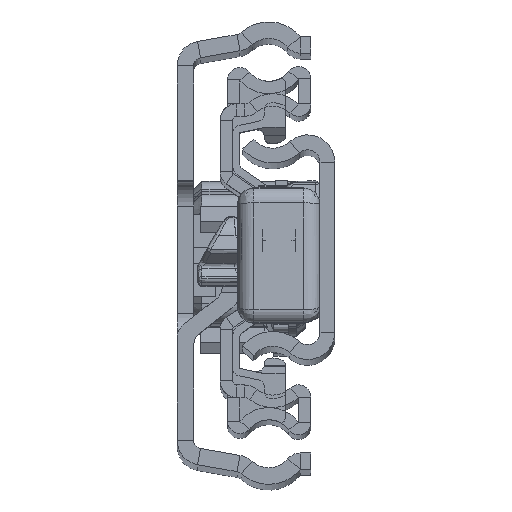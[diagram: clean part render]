
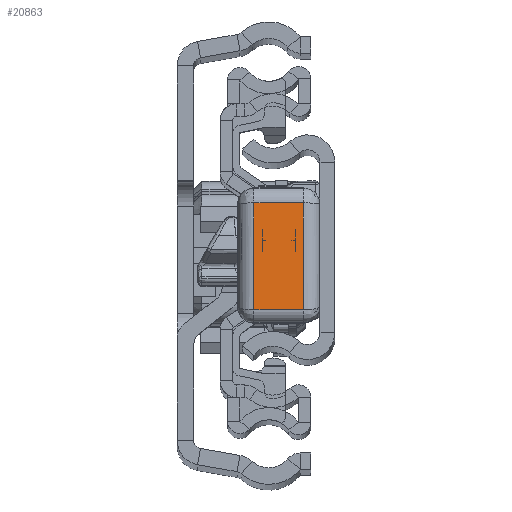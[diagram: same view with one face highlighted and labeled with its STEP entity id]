
A CAD part, top view. The second image highlights one B-rep face of the part: STEP entity #20863.
In plain terms, the highlighted face is planar.
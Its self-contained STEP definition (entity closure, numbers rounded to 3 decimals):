
#790 = CARTESIAN_POINT ( 'NONE',  ( 39.636, -12.609, 5.5 ) ) ;
#6004 = DIRECTION ( 'NONE',  ( -1., 0., 0. ) ) ;
#6716 = CARTESIAN_POINT ( 'NONE',  ( 39.636, -12.609, 8. ) ) ;
#7058 = DIRECTION ( 'NONE',  ( 0., 0., -1. ) ) ;
#7431 = EDGE_CURVE ( 'NONE', #13537, #27664, #48589, .T. ) ;
#8295 = EDGE_CURVE ( 'NONE', #27664, #10447, #23369, .T. ) ;
#9719 = ORIENTED_EDGE ( 'NONE', *, *, #7431, .T. ) ;
#10204 = PLANE ( 'NONE',  #48077 ) ;
#10447 = VERTEX_POINT ( 'NONE', #37464 ) ;
#10933 = CARTESIAN_POINT ( 'NONE',  ( 39.636, -12.609, 2. ) ) ;
#13537 = VERTEX_POINT ( 'NONE', #10933 ) ;
#14183 = CARTESIAN_POINT ( 'NONE',  ( 39.636, 0., 2. ) ) ;
#14739 = DIRECTION ( 'NONE',  ( 0., 0., 1. ) ) ;
#15021 = CARTESIAN_POINT ( 'NONE',  ( 39.636, 0.361, 5.5 ) ) ;
#17127 = VERTEX_POINT ( 'NONE', #6716 ) ;
#18883 = VECTOR ( 'NONE', #14739, 1000. ) ;
#20863 = ADVANCED_FACE ( 'NONE', ( #28267 ), #10204, .F. ) ;
#21092 = CARTESIAN_POINT ( 'NONE',  ( 39.636, 0., 8. ) ) ;
#21458 = VECTOR ( 'NONE', #31479, 1000. ) ;
#22187 = VECTOR ( 'NONE', #51742, 1000. ) ;
#23369 = LINE ( 'NONE', #15021, #18883 ) ;
#24831 = ORIENTED_EDGE ( 'NONE', *, *, #8295, .T. ) ;
#25369 = CARTESIAN_POINT ( 'NONE',  ( 39.636, 0.361, 2. ) ) ;
#27664 = VERTEX_POINT ( 'NONE', #25369 ) ;
#28267 = FACE_OUTER_BOUND ( 'NONE', #53511, .T. ) ;
#31479 = DIRECTION ( 'NONE',  ( 0., 1., 0. ) ) ;
#37464 = CARTESIAN_POINT ( 'NONE',  ( 39.636, 0.361, 8. ) ) ;
#37881 = LINE ( 'NONE', #21092, #49528 ) ;
#39156 = ORIENTED_EDGE ( 'NONE', *, *, #47636, .T. ) ;
#42316 = EDGE_CURVE ( 'NONE', #10447, #17127, #37881, .T. ) ;
#44136 = LINE ( 'NONE', #790, #22187 ) ;
#44760 = ORIENTED_EDGE ( 'NONE', *, *, #42316, .T. ) ;
#45377 = CARTESIAN_POINT ( 'NONE',  ( 39.636, 0., 5.5 ) ) ;
#47636 = EDGE_CURVE ( 'NONE', #17127, #13537, #44136, .T. ) ;
#48077 = AXIS2_PLACEMENT_3D ( 'NONE', #45377, #6004, #7058 ) ;
#48589 = LINE ( 'NONE', #14183, #21458 ) ;
#49528 = VECTOR ( 'NONE', #51073, 1000. ) ;
#51073 = DIRECTION ( 'NONE',  ( 0., -1., 0. ) ) ;
#51742 = DIRECTION ( 'NONE',  ( 0., 0., -1. ) ) ;
#53511 = EDGE_LOOP ( 'NONE', ( #9719, #24831, #44760, #39156 ) ) ;
